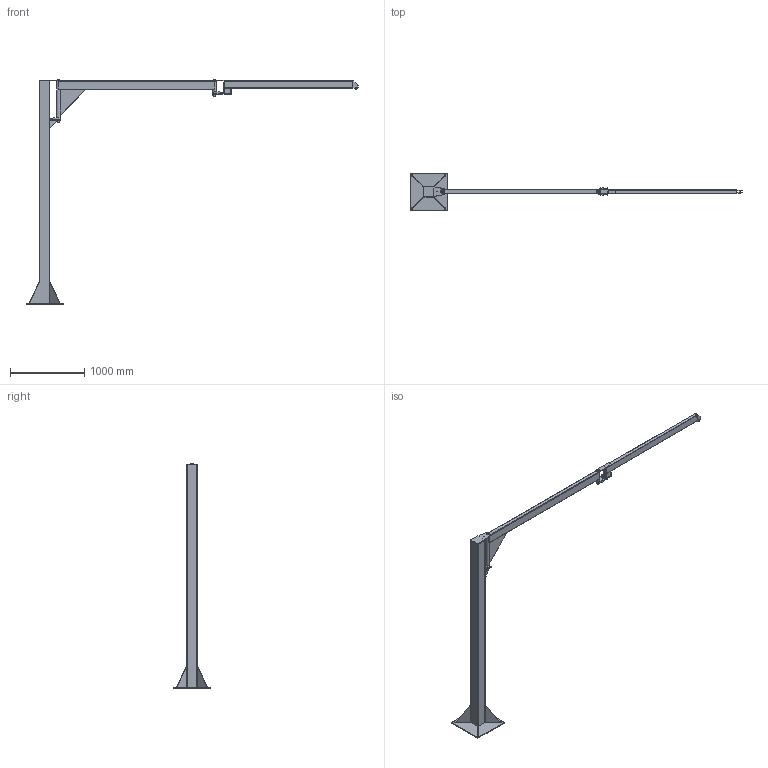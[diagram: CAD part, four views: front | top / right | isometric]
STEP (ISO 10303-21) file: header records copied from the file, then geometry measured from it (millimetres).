
FILE_DESCRIPTION(('STEP AP214'),'1');
FILE_NAME('PMH Pelarsvangkran Hymer 85-4.stp','2023-02-13T09:39:10',(' '),(' '),'Spatial InterOp 3D',' ',' ');
FILE_SCHEMA(('AUTOMOTIVE_DESIGN { 1 0 10303 214 1 1 1 1 }'));
Length unit declared in the file: millimetre
Products named in the file (74): Broms Pelare I-1; Bromsback Pelare I; Bolt Assembly-3; G_ngst_ng M10x80; M6M M10; Tryckfj_der _14/10,5, L=24; Bolt Assembly-2; Hymer 85kg 4m; F_st_ra 85; Sp_rring; Axel F_st_ra; F_st_ra 85, T=6; Yttre Kn_ckarm 85/4; _ndpl_t; KKR 100x50, L = 1725 T = 3; KKR 100x50, T=5, L=75; Plattj_rn 30x5, L=100; F_st_ra; Axel I-1; Hylsa I; Distansbricka I; Axel I, L=225; Axelkant  I; Bultf_rband M6x35, M6 L_smutter-1; DIN_985 M6; M6S M6x35; Innre Kn_ckarm 85/4; Lagerr_r, L=170; Plattj_rn 30x3, L=480; Kil, Plattst_l 340x340, T=3; KKR 120x60, T=5, L=2100; _48.3, L = 520 T = 4; PMH Pelarsvangkran Hymer 85-4; Pelare 1; Part1; F_rst_rkningspl_t I; Undre F_rst_ra I; _vre F_st_ra I; Pelarefot Pelare I; Kil 300x200, T=8 ...
Assembly tree (73 placements, depth 5):
  PMH Pelarsvangkran Hymer 85-4
    Hymer 85kg 4m
      Broms Pelare I-1
        Bromsback Pelare I
        Bolt Assembly-3
          G_ngst_ng M10x80
          M6M M10
          M6M M10
          Tryckfj_der _14/10,5, L=24
        Bolt Assembly-2
          G_ngst_ng M10x80
          M6M M10
          M6M M10
          Tryckfj_der _14/10,5, L=24
      F_st_ra 85
        Sp_rring
        Sp_rring
        Axel F_st_ra
        F_st_ra 85, T=6
        F_st_ra 85, T=6
      Yttre Kn_ckarm 85/4
        _ndpl_t
        _ndpl_t
        KKR 100x50, L = 1725 T = 3
        KKR 100x50, T=5, L=75
        Plattj_rn 30x5, L=100
        F_st_ra
        F_st_ra
      Axel I-1
        Hylsa I
        Distansbricka I
        Axel I, L=225
        Axelkant  I
        Bultf_rband M6x35, M6 L_smutter-1
          DIN_985 M6
          M6S M6x35
      Innre Kn_ckarm 85/4
        Lagerr_r, L=170
        Plattj_rn 30x3, L=480
        Kil, Plattst_l 340x340, T=3
        Kil, Plattst_l 340x340, T=3
        KKR 120x60, T=5, L=2100
        _48.3, L = 520 T = 4
    Pelare 1
      Part1
      F_rst_rkningspl_t I
      F_rst_rkningspl_t I
      Undre F_rst_ra I
      _vre F_st_ra I
      Pelarefot Pelare I
      Kil 300x200, T=8
      Kil 300x200, T=8
      Kil 300x200, T=8
      Kil 300x200, T=8
      Axel I
        Hylsa I
        Distansbricka I
        Axel I
        Axelkant  I
        Bultf_rband M6x35, M6 L_smutter
Bounding box: 4465.37 x 500 x 3030 mm (x, y, z)
Volume: 87635887.1 mm3; surface area: 4638355.5 mm2
Topology: 58 solids, 58 shells, 599 faces, 1292 edges, 813 vertices
Faces by surface type: plane 328, cone 150, cylinder 109, bspline 12
Full cylindrical faces by diameter (mm): 2 x4, 4.5 x2, 5.46 x2, 6 x4, 7 x6, 10 x10, 11 x4, 18 x2, 20 x17, 21 x4, 26 x4, 27 x2, 40.3 x2, 42 x2, 48.3 x2
Entity records: 28903 total; most frequent: CARTESIAN_POINT 10572, DIRECTION 2548, ORIENTED_EDGE 2308, EDGE_CURVE 1154, AXIS2_PLACEMENT_3D 1028, EDGE_LOOP 788, VERTEX_POINT 782, FACE_OUTER_BOUND 678
